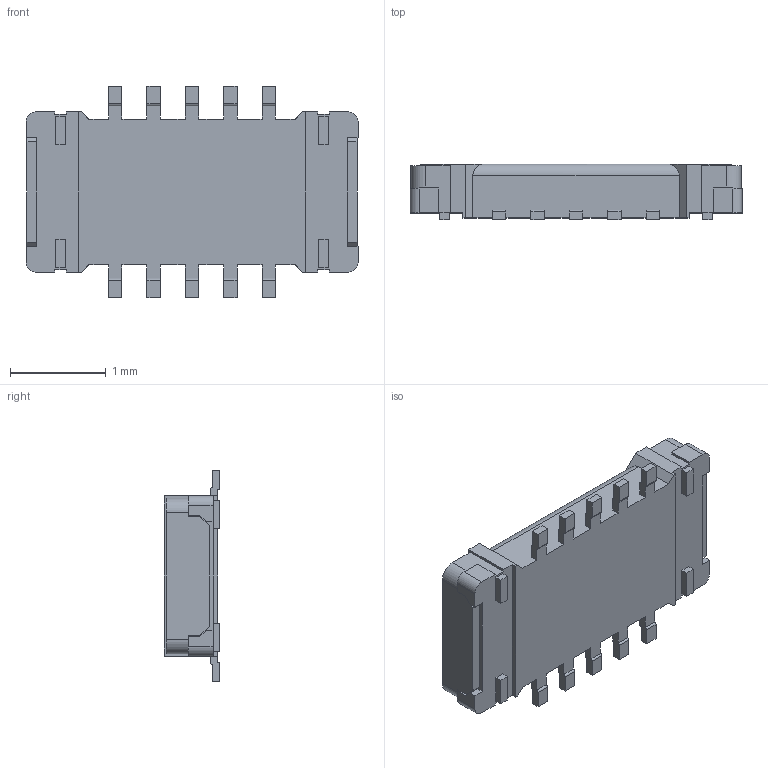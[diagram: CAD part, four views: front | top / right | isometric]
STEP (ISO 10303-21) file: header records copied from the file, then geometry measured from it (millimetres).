
FILE_DESCRIPTION((''),'2;1');
FILE_NAME('5035521022','2018-10-04T',('gga'),(''),'PRO/ENGINEER BY PARAMETRIC TECHNOLOGY CORPORATION, 2016010','PRO/ENGINEER BY PARAMETRIC TECHNOLOGY CORPORATION, 2016010','');
FILE_SCHEMA(('CONFIG_CONTROL_DESIGN'));
Length unit declared in the file: millimetre
Products named in the file (1): 5035521022
Bounding box: 3.46 x 0.58 x 2.2 mm (x, y, z)
Volume: 2 mm3; surface area: 20.7 mm2
Topology: 1 solids, 1 shells, 207 faces, 648 edges, 448 vertices
Faces by surface type: plane 173, cylinder 34
Entity records: 7107 total; most frequent: CARTESIAN_POINT 1316, ORIENTED_EDGE 1184, DIRECTION 1112, EDGE_CURVE 592, VECTOR 584, LINE 584, VERTEX_POINT 392, AXIS2_PLACEMENT_3D 264
